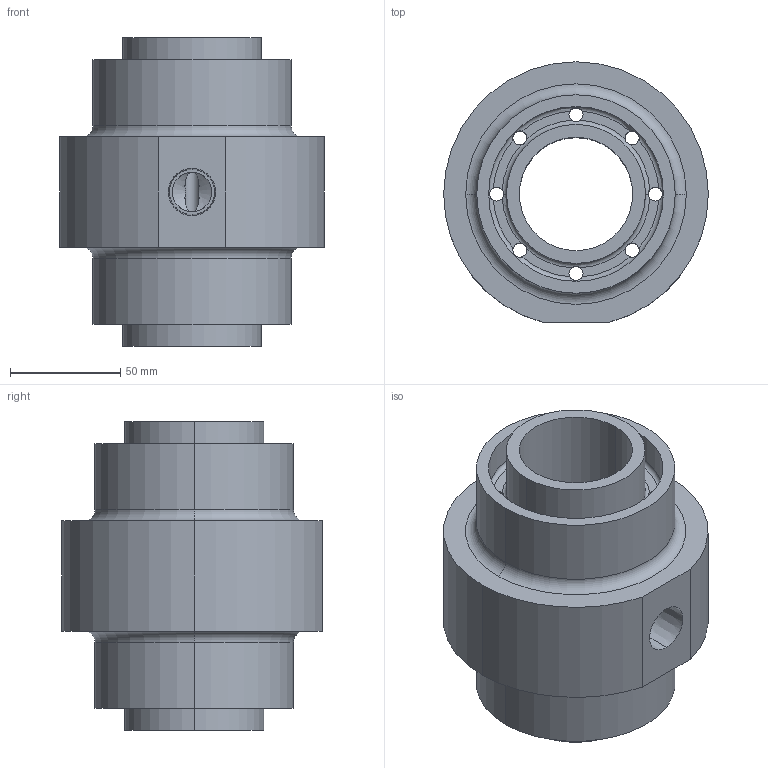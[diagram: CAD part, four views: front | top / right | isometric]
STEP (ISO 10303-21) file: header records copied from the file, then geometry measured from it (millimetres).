
FILE_DESCRIPTION (( 'STEP AP203' ), '1' );
FILE_NAME ('--7878338.STEP', '2015-03-23T13:29:07', ( 'enduser' ), ( '' ), 'SwSTEP 2.0', 'SolidWorks 2014', '' );
FILE_SCHEMA (( 'CONFIG_CONTROL_DESIGN' ));
Length unit declared in the file: millimetre
Products named in the file (1): --7878338
Bounding box: 120 x 118 x 140 mm (x, y, z)
Volume: 700970.6 mm3; surface area: 109883.8 mm2
Topology: 1 solids, 1 shells, 76 faces, 238 edges, 152 vertices
Faces by surface type: cylinder 36, plane 24, torus 12, cone 4
Entity records: 3394 total; most frequent: CARTESIAN_POINT 1160, ORIENTED_EDGE 476, DIRECTION 472, EDGE_CURVE 238, AXIS2_PLACEMENT_3D 215, VERTEX_POINT 152, CIRCLE 138, EDGE_LOOP 84
